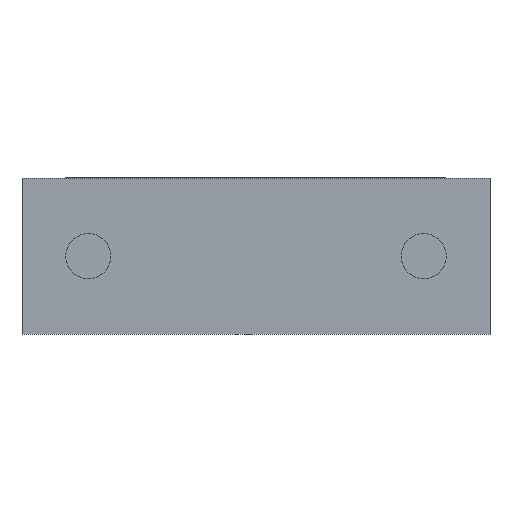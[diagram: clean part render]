
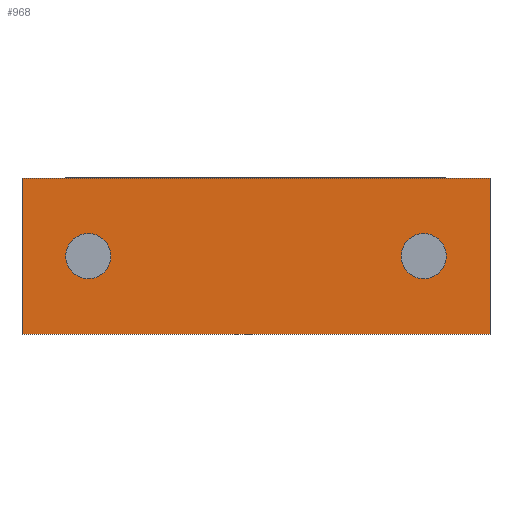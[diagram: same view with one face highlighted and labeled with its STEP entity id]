
A CAD part, front view. The second image highlights one B-rep face of the part: STEP entity #968.
In plain terms, the highlighted planar face has unit normal (0, -1, 0).
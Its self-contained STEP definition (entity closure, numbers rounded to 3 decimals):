
#17 = CARTESIAN_POINT ( 'NONE',  ( 1.08, 0., 1.27 ) ) ;
#62 = EDGE_LOOP ( 'NONE', ( #2808, #1161 ) ) ;
#127 = CARTESIAN_POINT ( 'NONE',  ( 7.62, 0., 0. ) ) ;
#152 = PLANE ( 'NONE',  #2131 ) ;
#254 = VECTOR ( 'NONE', #2172, 1000. ) ;
#265 = DIRECTION ( 'NONE',  ( 0., -1., 0. ) ) ;
#338 = EDGE_CURVE ( 'NONE', #2973, #1020, #2521, .T. ) ;
#363 = VECTOR ( 'NONE', #1550, 1000. ) ;
#394 = CARTESIAN_POINT ( 'NONE',  ( 7.62, 0., 2.54 ) ) ;
#444 = CARTESIAN_POINT ( 'NONE',  ( 0., 0., 2.54 ) ) ;
#504 = FACE_BOUND ( 'NONE', #62, .T. ) ;
#576 = ORIENTED_EDGE ( 'NONE', *, *, #2725, .F. ) ;
#589 = VECTOR ( 'NONE', #2696, 1000. ) ;
#595 = CARTESIAN_POINT ( 'NONE',  ( 0., 0., 0. ) ) ;
#622 = AXIS2_PLACEMENT_3D ( 'NONE', #17, #265, #777 ) ;
#717 = LINE ( 'NONE', #1507, #3010 ) ;
#761 = DIRECTION ( 'NONE',  ( 0., 0., -1. ) ) ;
#777 = DIRECTION ( 'NONE',  ( 0., 0., 1. ) ) ;
#779 = EDGE_CURVE ( 'NONE', #1477, #2037, #2674, .T. ) ;
#848 = CIRCLE ( 'NONE', #1729, 0.367 ) ;
#906 = CARTESIAN_POINT ( 'NONE',  ( 0., 0., 2.54 ) ) ;
#934 = CARTESIAN_POINT ( 'NONE',  ( 6.54, 0., 1.27 ) ) ;
#968 = ADVANCED_FACE ( 'NONE', ( #504, #2650, #1571 ), #152, .F. ) ;
#973 = ORIENTED_EDGE ( 'NONE', *, *, #1308, .F. ) ;
#974 = EDGE_CURVE ( 'NONE', #2037, #1477, #2153, .T. ) ;
#1001 = CARTESIAN_POINT ( 'NONE',  ( 7.62, 0., 2.54 ) ) ;
#1020 = VERTEX_POINT ( 'NONE', #2636 ) ;
#1058 = VERTEX_POINT ( 'NONE', #1942 ) ;
#1085 = EDGE_LOOP ( 'NONE', ( #576, #1932 ) ) ;
#1104 = AXIS2_PLACEMENT_3D ( 'NONE', #2929, #2216, #761 ) ;
#1109 = ORIENTED_EDGE ( 'NONE', *, *, #2997, .T. ) ;
#1121 = CARTESIAN_POINT ( 'NONE',  ( 1.08, 0., 1.27 ) ) ;
#1161 = ORIENTED_EDGE ( 'NONE', *, *, #974, .T. ) ;
#1308 = EDGE_CURVE ( 'NONE', #2330, #2222, #1572, .T. ) ;
#1390 = DIRECTION ( 'NONE',  ( 0., 0., -1. ) ) ;
#1470 = CARTESIAN_POINT ( 'NONE',  ( 6.54, 0., 0.903 ) ) ;
#1477 = VERTEX_POINT ( 'NONE', #2788 ) ;
#1507 = CARTESIAN_POINT ( 'NONE',  ( 0., 0., 2.54 ) ) ;
#1550 = DIRECTION ( 'NONE',  ( 1., 0., 0. ) ) ;
#1571 = FACE_BOUND ( 'NONE', #1085, .T. ) ;
#1572 = LINE ( 'NONE', #1001, #589 ) ;
#1588 = ORIENTED_EDGE ( 'NONE', *, *, #1845, .F. ) ;
#1616 = VERTEX_POINT ( 'NONE', #3016 ) ;
#1666 = DIRECTION ( 'NONE',  ( 0., -1., 0. ) ) ;
#1678 = DIRECTION ( 'NONE',  ( 0., 0., 1. ) ) ;
#1729 = AXIS2_PLACEMENT_3D ( 'NONE', #1121, #1666, #1678 ) ;
#1798 = CARTESIAN_POINT ( 'NONE',  ( 1.08, 0., 0.903 ) ) ;
#1845 = EDGE_CURVE ( 'NONE', #1058, #2330, #717, .T. ) ;
#1862 = DIRECTION ( 'NONE',  ( 0., 0., 1. ) ) ;
#1932 = ORIENTED_EDGE ( 'NONE', *, *, #338, .F. ) ;
#1942 = CARTESIAN_POINT ( 'NONE',  ( 0., 0., 2.54 ) ) ;
#2037 = VERTEX_POINT ( 'NONE', #1470 ) ;
#2059 = LINE ( 'NONE', #444, #254 ) ;
#2092 = DIRECTION ( 'NONE',  ( 0., 1., 0. ) ) ;
#2131 = AXIS2_PLACEMENT_3D ( 'NONE', #906, #2092, #1862 ) ;
#2153 = CIRCLE ( 'NONE', #2459, 0.367 ) ;
#2172 = DIRECTION ( 'NONE',  ( 0., 0., -1. ) ) ;
#2216 = DIRECTION ( 'NONE',  ( 0., 1., 0. ) ) ;
#2222 = VERTEX_POINT ( 'NONE', #127 ) ;
#2244 = DIRECTION ( 'NONE',  ( 1., 0., 0. ) ) ;
#2330 = VERTEX_POINT ( 'NONE', #394 ) ;
#2350 = DIRECTION ( 'NONE',  ( 0., 1., 0. ) ) ;
#2369 = ORIENTED_EDGE ( 'NONE', *, *, #2760, .T. ) ;
#2426 = LINE ( 'NONE', #595, #363 ) ;
#2459 = AXIS2_PLACEMENT_3D ( 'NONE', #934, #2350, #1390 ) ;
#2521 = CIRCLE ( 'NONE', #622, 0.367 ) ;
#2636 = CARTESIAN_POINT ( 'NONE',  ( 1.08, 0., 1.638 ) ) ;
#2650 = FACE_OUTER_BOUND ( 'NONE', #2670, .T. ) ;
#2670 = EDGE_LOOP ( 'NONE', ( #1109, #973, #1588, #2369 ) ) ;
#2674 = CIRCLE ( 'NONE', #1104, 0.367 ) ;
#2696 = DIRECTION ( 'NONE',  ( 0., 0., -1. ) ) ;
#2725 = EDGE_CURVE ( 'NONE', #1020, #2973, #848, .T. ) ;
#2760 = EDGE_CURVE ( 'NONE', #1058, #1616, #2059, .T. ) ;
#2788 = CARTESIAN_POINT ( 'NONE',  ( 6.54, 0., 1.638 ) ) ;
#2808 = ORIENTED_EDGE ( 'NONE', *, *, #779, .T. ) ;
#2929 = CARTESIAN_POINT ( 'NONE',  ( 6.54, 0., 1.27 ) ) ;
#2973 = VERTEX_POINT ( 'NONE', #1798 ) ;
#2997 = EDGE_CURVE ( 'NONE', #1616, #2222, #2426, .T. ) ;
#3010 = VECTOR ( 'NONE', #2244, 1000. ) ;
#3016 = CARTESIAN_POINT ( 'NONE',  ( 0., 0., 0. ) ) ;
